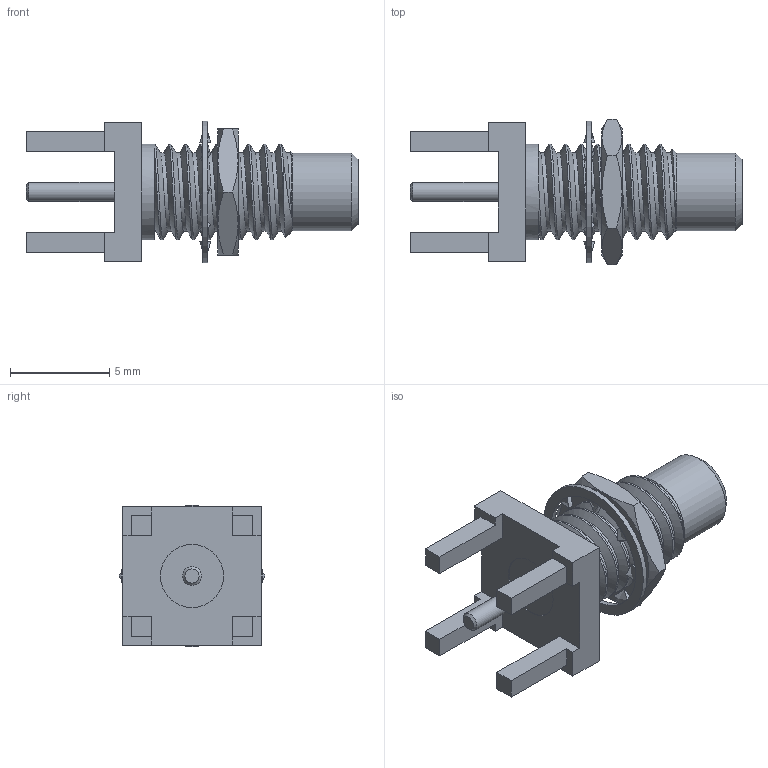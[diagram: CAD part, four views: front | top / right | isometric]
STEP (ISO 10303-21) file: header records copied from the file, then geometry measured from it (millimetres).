
FILE_DESCRIPTION (( 'STEP AP203' ), '1' );
FILE_NAME ('PE45147_3D.step', '2021-06-24T15:48:38', ( '' ), ( '' ), 'SwSTEP 2.0', 'SolidWorks 2020', '' );
FILE_SCHEMA (( 'CONFIG_CONTROL_DESIGN' ));
Length unit declared in the file: inch
Products named in the file (1): PE45147_3D
Bounding box: 16.72 x 7.33 x 7.11 mm (x, y, z)
Volume: 272.7 mm3; surface area: 707.5 mm2
Topology: 3 solids, 3 shells, 159 faces, 411 edges, 266 vertices
Faces by surface type: plane 59, cylinder 44, bspline 37, cone 19
Full cylindrical faces by diameter (mm): 0.533 x1, 0.96 x1, 2.692 x1, 3.119 x2, 3.175 x1, 3.268 x1, 3.912 x1, 3.962 x1, 4.826 x9, 7.112 x1
Entity records: 8710 total; most frequent: CARTESIAN_POINT 5362, ORIENTED_EDGE 728, DIRECTION 560, EDGE_CURVE 364, VERTEX_POINT 242, AXIS2_PLACEMENT_3D 203, EDGE_LOOP 178, FACE_OUTER_BOUND 162
